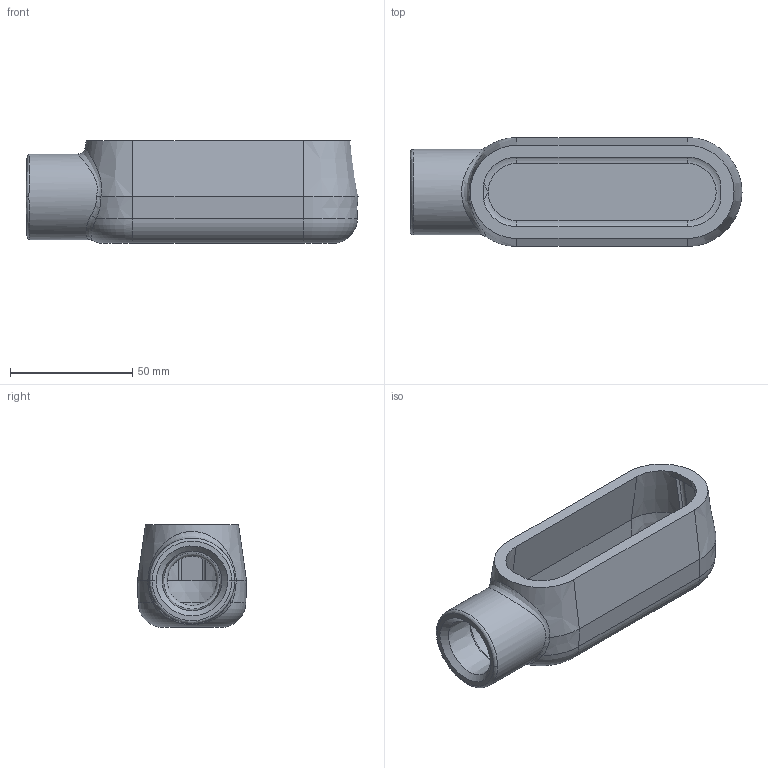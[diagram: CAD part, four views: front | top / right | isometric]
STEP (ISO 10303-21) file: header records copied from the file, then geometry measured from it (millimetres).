
FILE_DESCRIPTION(/* description */ (''),/* implementation_level */ '2;1');
FILE_NAME(/* name */ 'KIL_E27.stp',/* time_stamp */ '2019-02-20T22:52:53+05:00',/* author */ ('avenkatesan'),/* organization */ (''),/* preprocessor_version */ 'ST-DEVELOPER v17',/* originating_system */ 'Autodesk Inventor 2018',/* authorisation */ '');
FILE_SCHEMA (('AUTOMOTIVE_DESIGN { 1 0 10303 214 3 1 1 }','INTEGRATED_CNC_SCHEMA'));
Length unit declared in the file: inch
Products named in the file (1): 17654
Bounding box: 135.85 x 44.58 x 42.09 mm (x, y, z)
Volume: 72270.4 mm3; surface area: 32455.5 mm2
Topology: 1 solids, 1 shells, 79 faces, 206 edges, 130 vertices
Faces by surface type: plane 31, cone 15, cylinder 15, bspline 10, torus 8
Full cylindrical faces by diameter (mm): 26.797 x1, 34.925 x1
Entity records: 3832 total; most frequent: CARTESIAN_POINT 1873, ORIENTED_EDGE 412, DIRECTION 384, EDGE_CURVE 206, AXIS2_PLACEMENT_3D 153, VERTEX_POINT 130, EDGE_LOOP 82, FACE_OUTER_BOUND 79
